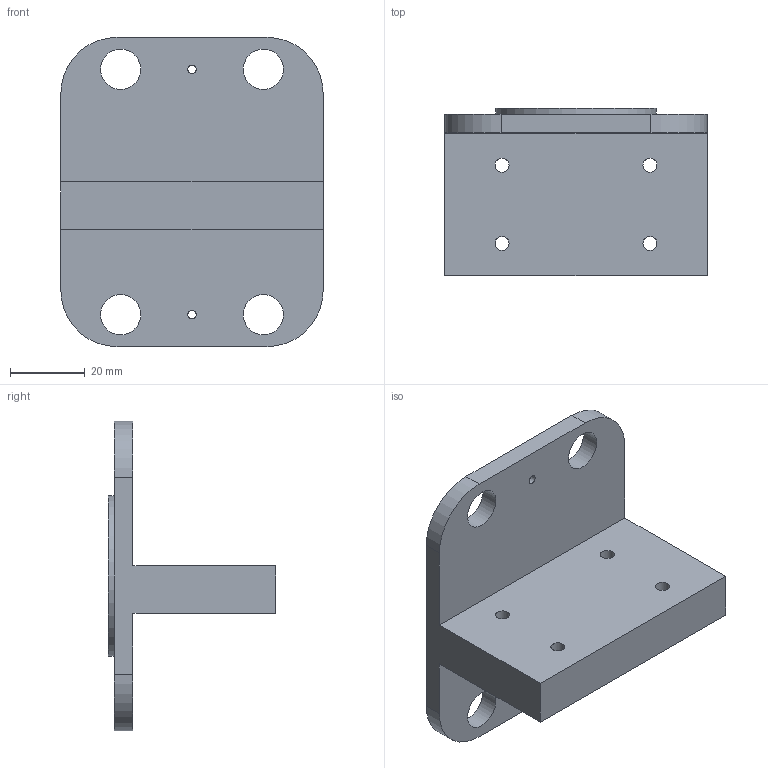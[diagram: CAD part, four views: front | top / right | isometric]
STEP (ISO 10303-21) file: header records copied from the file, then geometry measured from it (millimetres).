
FILE_DESCRIPTION(/* description */ (''),/* implementation_level */ '2;1');
FILE_NAME(/* name */ 'Copper Temperature Finger v45.step',/* time_stamp */ '2024-02-05T12:51:10-06:00',/* author */ (''),/* organization */ (''),/* preprocessor_version */ 'ST-DEVELOPER v20',/* originating_system */ 'Autodesk Translation Framework v12.20.1.177',/* authorisation */ '');
FILE_SCHEMA (('AUTOMOTIVE_DESIGN { 1 0 10303 214 3 1 1 }'));
Length unit declared in the file: millimetre
Products named in the file (1): Copper Temperature Finger
Bounding box: 70 x 44.7 x 82.55 mm (x, y, z)
Volume: 61701 mm3; surface area: 19599.7 mm2
Topology: 1 solids, 1 shells, 26 faces, 69 edges, 46 vertices
Faces by surface type: cylinder 15, plane 11
Full cylindrical faces by diameter (mm): 2.261 x2, 3.734 x4, 10.716 x4, 42.8 x1
Entity records: 892 total; most frequent: DIRECTION 153, CARTESIAN_POINT 142, ORIENTED_EDGE 138, EDGE_CURVE 69, AXIS2_PLACEMENT_3D 57, EDGE_LOOP 47, VERTEX_POINT 46, LINE 39
